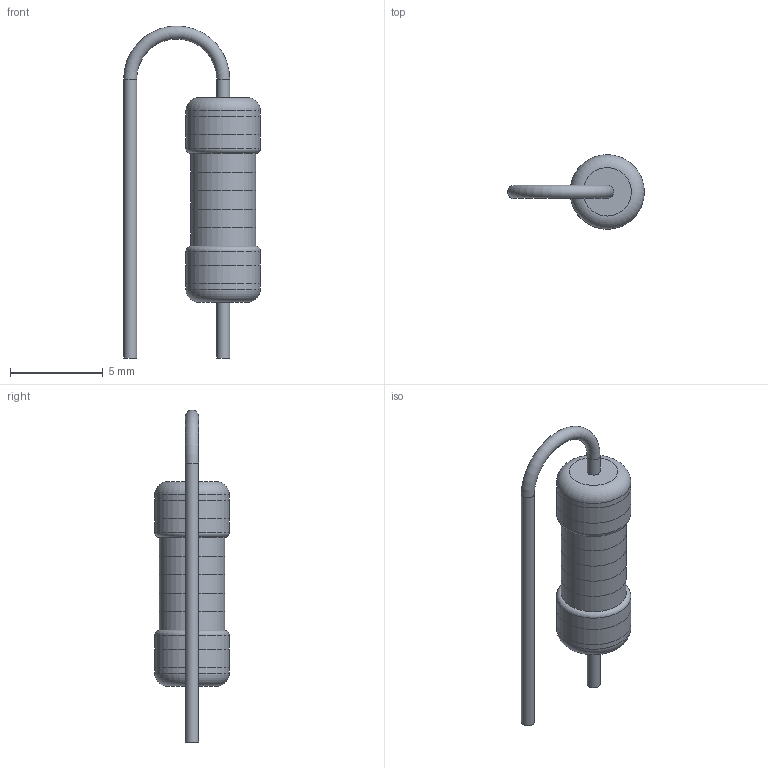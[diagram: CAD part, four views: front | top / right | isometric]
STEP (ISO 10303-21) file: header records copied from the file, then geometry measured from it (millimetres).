
FILE_DESCRIPTION(('FreeCAD Model'),'2;1');
FILE_NAME('Open CASCADE Shape Model','2022-11-30T13:36:21',(''),(''), 'Open CASCADE STEP processor 7.6','FreeCAD','Unknown');
FILE_SCHEMA(('AUTOMOTIVE_DESIGN { 1 0 10303 214 1 1 1 1 }'));
Length unit declared in the file: millimetre
Products named in the file (1): 1W
Bounding box: 7.35 x 4 x 17.85 mm (x, y, z)
Volume: 131.1 mm3; surface area: 209.7 mm2
Topology: 1 solids, 1 shells, 25 faces, 43 edges, 24 vertices
Faces by surface type: cylinder 14, plane 6, torus 5
Full cylindrical faces by diameter (mm): 0.7 x3, 3.5 x5, 4 x6
Entity records: 1359 total; most frequent: DIRECTION 209, CARTESIAN_POINT 185, LINE 90, VECTOR 90, ORIENTED_EDGE 86, PCURVE 86, DEFINITIONAL_REPRESENTATION 86, AXIS2_PLACEMENT_3D 55
